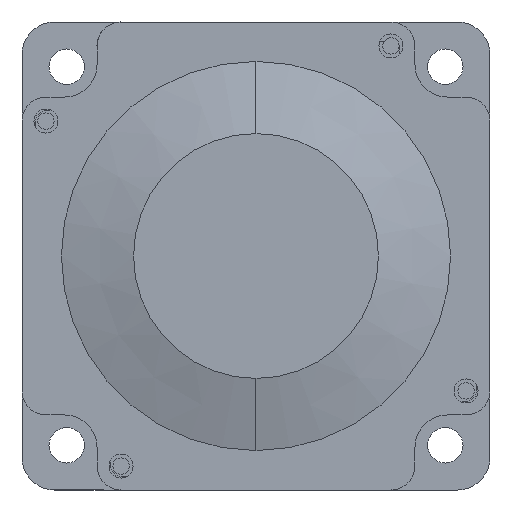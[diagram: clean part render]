
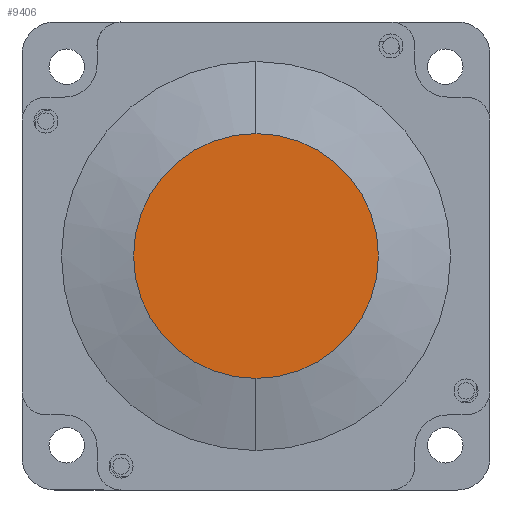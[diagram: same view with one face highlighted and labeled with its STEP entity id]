
A CAD part, front view. The second image highlights one B-rep face of the part: STEP entity #9406.
In plain terms, the highlighted planar face has unit normal (0, -1, 0).
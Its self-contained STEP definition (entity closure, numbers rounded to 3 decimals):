
#379 = DIRECTION ( 'NONE',  ( 0., 1., 0. ) ) ;
#799 = FACE_OUTER_BOUND ( 'NONE', #4666, .T. ) ;
#1080 = EDGE_CURVE ( 'NONE', #4563, #6283, #8362, .T. ) ;
#3210 = DIRECTION ( 'NONE',  ( 0., 0., 1. ) ) ;
#3366 = CARTESIAN_POINT ( 'NONE',  ( 43., -3.5, -43. ) ) ;
#3553 = CARTESIAN_POINT ( 'NONE',  ( 43., -3.5, -20.5 ) ) ;
#3877 = DIRECTION ( 'NONE',  ( 0., 1., 0. ) ) ;
#3982 = CIRCLE ( 'NONE', #5528, 22.5 ) ;
#4004 = CARTESIAN_POINT ( 'NONE',  ( 43., -3.5, -43. ) ) ;
#4256 = PLANE ( 'NONE',  #6326 ) ;
#4289 = CARTESIAN_POINT ( 'NONE',  ( 43., -3.5, -43. ) ) ;
#4563 = VERTEX_POINT ( 'NONE', #6562 ) ;
#4666 = EDGE_LOOP ( 'NONE', ( #9012, #6333 ) ) ;
#4794 = DIRECTION ( 'NONE',  ( 0., 0., 1. ) ) ;
#5528 = AXIS2_PLACEMENT_3D ( 'NONE', #4004, #9486, #4794 ) ;
#5854 = DIRECTION ( 'NONE',  ( 0., 0., 1. ) ) ;
#6283 = VERTEX_POINT ( 'NONE', #3553 ) ;
#6326 = AXIS2_PLACEMENT_3D ( 'NONE', #4289, #379, #5854 ) ;
#6333 = ORIENTED_EDGE ( 'NONE', *, *, #1080, .F. ) ;
#6562 = CARTESIAN_POINT ( 'NONE',  ( 43., -3.5, -65.5 ) ) ;
#8362 = CIRCLE ( 'NONE', #8710, 22.5 ) ;
#8465 = EDGE_CURVE ( 'NONE', #6283, #4563, #3982, .T. ) ;
#8710 = AXIS2_PLACEMENT_3D ( 'NONE', #3366, #3877, #3210 ) ;
#9012 = ORIENTED_EDGE ( 'NONE', *, *, #8465, .F. ) ;
#9406 = ADVANCED_FACE ( 'NONE', ( #799 ), #4256, .F. ) ;
#9486 = DIRECTION ( 'NONE',  ( 0., 1., 0. ) ) ;
